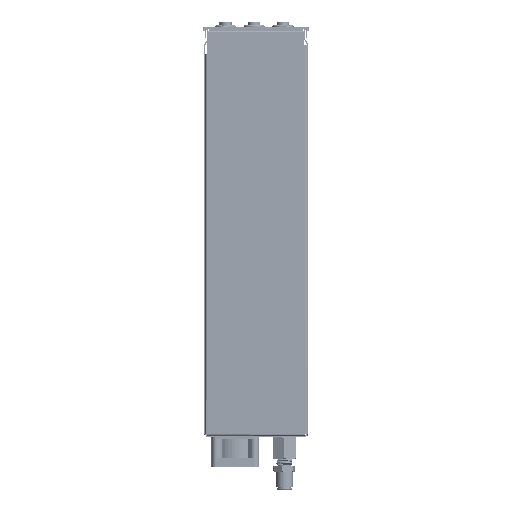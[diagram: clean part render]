
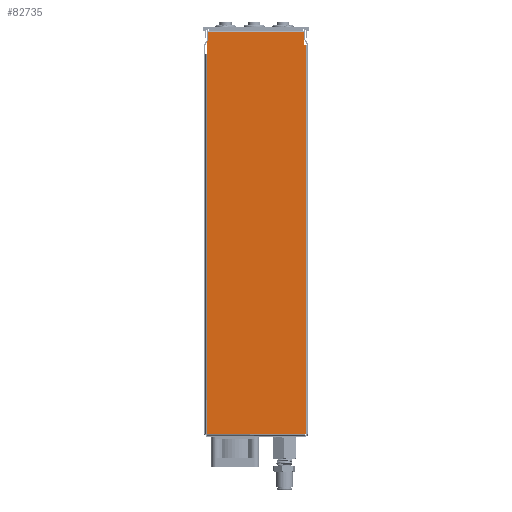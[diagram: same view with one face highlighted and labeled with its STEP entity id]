
A CAD part, left-side view. The second image highlights one B-rep face of the part: STEP entity #82735.
In plain terms, the highlighted planar face has unit normal (-1, 0, 0).
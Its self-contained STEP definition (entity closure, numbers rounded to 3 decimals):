
#4 = DIRECTION ( 'NONE',  ( 0., -1., 0. ) ) ;
#1965 = VECTOR ( 'NONE', #184709, 1000. ) ;
#4415 = VECTOR ( 'NONE', #125714, 1000. ) ;
#7053 = VECTOR ( 'NONE', #109772, 1000. ) ;
#7483 = ORIENTED_EDGE ( 'NONE', *, *, #33729, .F. ) ;
#10624 = CARTESIAN_POINT ( 'NONE',  ( -224.25, 82.1, -339.8 ) ) ;
#17186 = CARTESIAN_POINT ( 'NONE',  ( -224.25, 40.55, -10.3 ) ) ;
#17330 = LINE ( 'NONE', #153205, #60908 ) ;
#19727 = VERTEX_POINT ( 'NONE', #123966 ) ;
#24235 = VECTOR ( 'NONE', #4, 1000. ) ;
#29939 = ORIENTED_EDGE ( 'NONE', *, *, #230945, .F. ) ;
#31978 = ORIENTED_EDGE ( 'NONE', *, *, #105505, .F. ) ;
#33074 = CARTESIAN_POINT ( 'NONE',  ( -224.25, -1., -936.788 ) ) ;
#33729 = EDGE_CURVE ( 'NONE', #95705, #19727, #17330, .T. ) ;
#40262 = VECTOR ( 'NONE', #87734, 1000. ) ;
#41077 = CARTESIAN_POINT ( 'NONE',  ( -224.25, 81.1, -10.3 ) ) ;
#47949 = EDGE_LOOP ( 'NONE', ( #7483, #197131, #31978, #172740, #163223, #29939, #204577, #229161, #205733, #110199 ) ) ;
#53042 = DIRECTION ( 'NONE',  ( 0., -1., 0. ) ) ;
#55206 = CARTESIAN_POINT ( 'NONE',  ( -224.25, 0.05, -13.5 ) ) ;
#56469 = LINE ( 'NONE', #17186, #7053 ) ;
#60374 = AXIS2_PLACEMENT_3D ( 'NONE', #196248, #84944, #214883 ) ;
#60908 = VECTOR ( 'NONE', #97019, 1000. ) ;
#61950 = CARTESIAN_POINT ( 'NONE',  ( -224.25, 1.1, -13.5 ) ) ;
#66150 = FACE_OUTER_BOUND ( 'NONE', #47949, .T. ) ;
#67852 = LINE ( 'NONE', #97162, #166728 ) ;
#72777 = LINE ( 'NONE', #149620, #165835 ) ;
#73647 = LINE ( 'NONE', #55206, #24235 ) ;
#74221 = CARTESIAN_POINT ( 'NONE',  ( -224.25, -0.5, -339.8 ) ) ;
#81146 = VERTEX_POINT ( 'NONE', #93934 ) ;
#82735 = ADVANCED_FACE ( 'NONE', ( #66150 ), #139570, .F. ) ;
#84944 = DIRECTION ( 'NONE',  ( 1., 0., 0. ) ) ;
#87734 = DIRECTION ( 'NONE',  ( 0., 0., -1. ) ) ;
#93934 = CARTESIAN_POINT ( 'NONE',  ( -224.25, 0., -339.8 ) ) ;
#95705 = VERTEX_POINT ( 'NONE', #10624 ) ;
#97019 = DIRECTION ( 'NONE',  ( 0., 0., 1. ) ) ;
#97162 = CARTESIAN_POINT ( 'NONE',  ( -224.25, 40.55, -339.8 ) ) ;
#99099 = VERTEX_POINT ( 'NONE', #61950 ) ;
#100700 = CARTESIAN_POINT ( 'NONE',  ( -224.25, 81.1, -2.8 ) ) ;
#105505 = EDGE_CURVE ( 'NONE', #140390, #81146, #193796, .T. ) ;
#109772 = DIRECTION ( 'NONE',  ( 0., -1., 0. ) ) ;
#110199 = ORIENTED_EDGE ( 'NONE', *, *, #180270, .F. ) ;
#111440 = VERTEX_POINT ( 'NONE', #207495 ) ;
#119815 = CARTESIAN_POINT ( 'NONE',  ( -224.25, 81.1, -6.55 ) ) ;
#123966 = CARTESIAN_POINT ( 'NONE',  ( -224.25, 82.1, -21.3 ) ) ;
#124873 = EDGE_CURVE ( 'NONE', #182232, #111440, #164817, .T. ) ;
#125714 = DIRECTION ( 'NONE',  ( 0., 0., 1. ) ) ;
#139570 = PLANE ( 'NONE',  #60374 ) ;
#140070 = CARTESIAN_POINT ( 'NONE',  ( -224.25, -1., -13.5 ) ) ;
#140349 = EDGE_CURVE ( 'NONE', #208621, #178696, #56469, .T. ) ;
#140390 = VERTEX_POINT ( 'NONE', #223445 ) ;
#149620 = CARTESIAN_POINT ( 'NONE',  ( -224.25, 82.1, -15.8 ) ) ;
#152693 = LINE ( 'NONE', #33074, #4415 ) ;
#153062 = LINE ( 'NONE', #119815, #202363 ) ;
#153205 = CARTESIAN_POINT ( 'NONE',  ( -224.25, 82.1, -171.3 ) ) ;
#163223 = ORIENTED_EDGE ( 'NONE', *, *, #222331, .F. ) ;
#164817 = LINE ( 'NONE', #219489, #202532 ) ;
#165835 = VECTOR ( 'NONE', #168240, 1000. ) ;
#166728 = VECTOR ( 'NONE', #227137, 1000. ) ;
#168240 = DIRECTION ( 'NONE',  ( 0., 0., 1. ) ) ;
#172740 = ORIENTED_EDGE ( 'NONE', *, *, #186123, .T. ) ;
#178696 = VERTEX_POINT ( 'NONE', #41077 ) ;
#180270 = EDGE_CURVE ( 'NONE', #19727, #208621, #72777, .T. ) ;
#182232 = VERTEX_POINT ( 'NONE', #100700 ) ;
#184709 = DIRECTION ( 'NONE',  ( 0., 1., 0. ) ) ;
#186123 = EDGE_CURVE ( 'NONE', #140390, #233247, #152693, .T. ) ;
#189443 = EDGE_CURVE ( 'NONE', #178696, #182232, #153062, .T. ) ;
#193796 = LINE ( 'NONE', #74221, #1965 ) ;
#196248 = CARTESIAN_POINT ( 'NONE',  ( -224.25, 82.13, -2.77 ) ) ;
#197131 = ORIENTED_EDGE ( 'NONE', *, *, #216710, .F. ) ;
#199066 = CARTESIAN_POINT ( 'NONE',  ( -224.25, 1.1, -8.15 ) ) ;
#202363 = VECTOR ( 'NONE', #230909, 1000. ) ;
#202532 = VECTOR ( 'NONE', #53042, 1000. ) ;
#204577 = ORIENTED_EDGE ( 'NONE', *, *, #124873, .F. ) ;
#205733 = ORIENTED_EDGE ( 'NONE', *, *, #140349, .F. ) ;
#207495 = CARTESIAN_POINT ( 'NONE',  ( -224.25, 1.1, -2.8 ) ) ;
#208621 = VERTEX_POINT ( 'NONE', #233008 ) ;
#214883 = DIRECTION ( 'NONE',  ( 0., -1., 0. ) ) ;
#216710 = EDGE_CURVE ( 'NONE', #81146, #95705, #67852, .T. ) ;
#219489 = CARTESIAN_POINT ( 'NONE',  ( -224.25, 40.55, -2.8 ) ) ;
#222331 = EDGE_CURVE ( 'NONE', #99099, #233247, #73647, .T. ) ;
#223445 = CARTESIAN_POINT ( 'NONE',  ( -224.25, -1., -339.8 ) ) ;
#227137 = DIRECTION ( 'NONE',  ( 0., 1., 0. ) ) ;
#229161 = ORIENTED_EDGE ( 'NONE', *, *, #189443, .F. ) ;
#230909 = DIRECTION ( 'NONE',  ( 0., 0., 1. ) ) ;
#230945 = EDGE_CURVE ( 'NONE', #111440, #99099, #237808, .T. ) ;
#233008 = CARTESIAN_POINT ( 'NONE',  ( -224.25, 82.1, -10.3 ) ) ;
#233247 = VERTEX_POINT ( 'NONE', #140070 ) ;
#237808 = LINE ( 'NONE', #199066, #40262 ) ;
